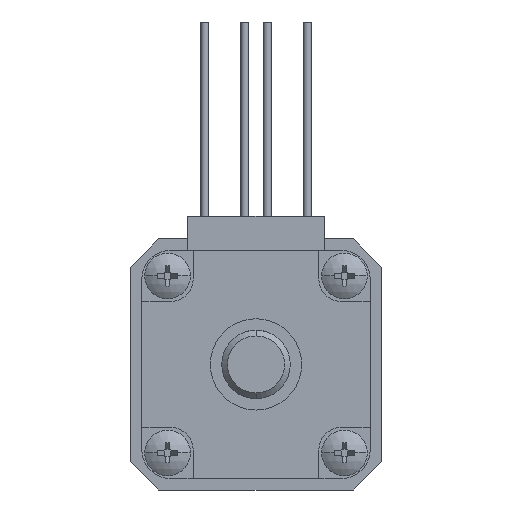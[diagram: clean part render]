
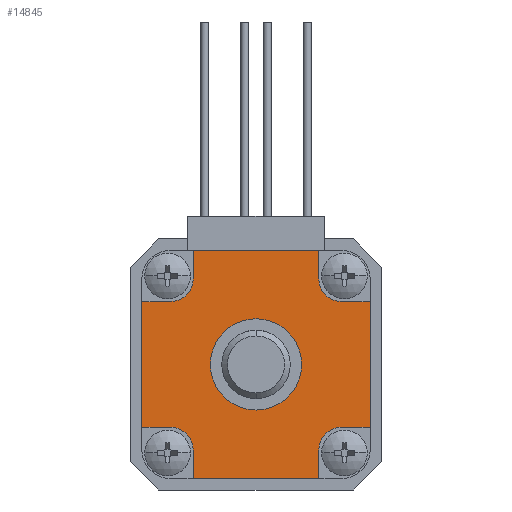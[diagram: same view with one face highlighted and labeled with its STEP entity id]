
A CAD part, front view. The second image highlights one B-rep face of the part: STEP entity #14845.
In plain terms, the highlighted planar face has unit normal (0, -1, 0).
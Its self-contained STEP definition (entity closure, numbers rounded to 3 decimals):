
#155 = LINE ( 'NONE', #276, #3560 ) ;
#169 = LINE ( 'NONE', #18277, #14922 ) ;
#276 = CARTESIAN_POINT ( 'NONE',  ( -10., 0., 7.5 ) ) ;
#342 = CARTESIAN_POINT ( 'NONE',  ( -10., 0., -5.5 ) ) ;
#355 = DIRECTION ( 'NONE',  ( 1., 0., 0. ) ) ;
#370 = VERTEX_POINT ( 'NONE', #3302 ) ;
#489 = VERTEX_POINT ( 'NONE', #3652 ) ;
#699 = VERTEX_POINT ( 'NONE', #9468 ) ;
#748 = DIRECTION ( 'NONE',  ( 0., 0., -1. ) ) ;
#962 = EDGE_CURVE ( 'NONE', #8904, #3303, #21163, .T. ) ;
#1058 = CARTESIAN_POINT ( 'NONE',  ( 0., 0., 0. ) ) ;
#1257 = AXIS2_PLACEMENT_3D ( 'NONE', #17143, #10325, #8565 ) ;
#1396 = CIRCLE ( 'NONE', #5131, 2. ) ;
#1402 = CARTESIAN_POINT ( 'NONE',  ( -10., 0., -5.5 ) ) ;
#1420 = ORIENTED_EDGE ( 'NONE', *, *, #12557, .T. ) ;
#1740 = CIRCLE ( 'NONE', #20310, 2. ) ;
#1899 = VECTOR ( 'NONE', #21538, 1000. ) ;
#2159 = EDGE_LOOP ( 'NONE', ( #8721, #9148 ) ) ;
#2613 = CARTESIAN_POINT ( 'NONE',  ( -7.5, 0., -10. ) ) ;
#2818 = ORIENTED_EDGE ( 'NONE', *, *, #12865, .T. ) ;
#2833 = EDGE_CURVE ( 'NONE', #3303, #3063, #20867, .T. ) ;
#3063 = VERTEX_POINT ( 'NONE', #22894 ) ;
#3302 = CARTESIAN_POINT ( 'NONE',  ( 10., 0., -5.5 ) ) ;
#3303 = VERTEX_POINT ( 'NONE', #5120 ) ;
#3330 = DIRECTION ( 'NONE',  ( 0., 0., -1. ) ) ;
#3475 = VECTOR ( 'NONE', #21567, 1000. ) ;
#3497 = VECTOR ( 'NONE', #14707, 1000. ) ;
#3560 = VECTOR ( 'NONE', #12484, 1000. ) ;
#3652 = CARTESIAN_POINT ( 'NONE',  ( 7.5, 0., 5.5 ) ) ;
#3741 = AXIS2_PLACEMENT_3D ( 'NONE', #21534, #21884, #13076 ) ;
#3858 = EDGE_CURVE ( 'NONE', #3063, #7696, #15879, .T. ) ;
#3935 = CARTESIAN_POINT ( 'NONE',  ( 7.5, 0., -5.5 ) ) ;
#4052 = DIRECTION ( 'NONE',  ( 0., 0., 1. ) ) ;
#4336 = CARTESIAN_POINT ( 'NONE',  ( 10., 0., 5.5 ) ) ;
#4439 = DIRECTION ( 'NONE',  ( 0., 0., 1. ) ) ;
#4691 = CARTESIAN_POINT ( 'NONE',  ( 5.5, 0., -10. ) ) ;
#4719 = VECTOR ( 'NONE', #748, 1000. ) ;
#4824 = EDGE_CURVE ( 'NONE', #12976, #12462, #20998, .T. ) ;
#5120 = CARTESIAN_POINT ( 'NONE',  ( -7.5, 0., -5.5 ) ) ;
#5131 = AXIS2_PLACEMENT_3D ( 'NONE', #6900, #13988, #12253 ) ;
#5354 = CIRCLE ( 'NONE', #1257, 2. ) ;
#5359 = AXIS2_PLACEMENT_3D ( 'NONE', #6017, #20303, #4052 ) ;
#5364 = CARTESIAN_POINT ( 'NONE',  ( 0., 0., 4. ) ) ;
#5944 = DIRECTION ( 'NONE',  ( 0., 0., 1. ) ) ;
#5991 = LINE ( 'NONE', #2613, #10208 ) ;
#6017 = CARTESIAN_POINT ( 'NONE',  ( -7.5, 0., 7.5 ) ) ;
#6139 = ORIENTED_EDGE ( 'NONE', *, *, #18744, .F. ) ;
#6384 = VERTEX_POINT ( 'NONE', #13587 ) ;
#6900 = CARTESIAN_POINT ( 'NONE',  ( -7.5, 0., 7.5 ) ) ;
#7103 = CARTESIAN_POINT ( 'NONE',  ( -7.5, 0., 10. ) ) ;
#7211 = EDGE_CURVE ( 'NONE', #9177, #7696, #5991, .T. ) ;
#7546 = DIRECTION ( 'NONE',  ( 0., 0., 1. ) ) ;
#7653 = FACE_OUTER_BOUND ( 'NONE', #17744, .T. ) ;
#7696 = VERTEX_POINT ( 'NONE', #7934 ) ;
#7712 = LINE ( 'NONE', #4336, #22813 ) ;
#7873 = EDGE_CURVE ( 'NONE', #9338, #17869, #14537, .T. ) ;
#7913 = DIRECTION ( 'NONE',  ( 0., 1., 0. ) ) ;
#7934 = CARTESIAN_POINT ( 'NONE',  ( -5.5, 0., -10. ) ) ;
#7983 = VECTOR ( 'NONE', #16363, 1000. ) ;
#8222 = AXIS2_PLACEMENT_3D ( 'NONE', #9298, #16367, #7546 ) ;
#8380 = VECTOR ( 'NONE', #5944, 1000. ) ;
#8565 = DIRECTION ( 'NONE',  ( 0., 0., 1. ) ) ;
#8708 = EDGE_CURVE ( 'NONE', #8904, #6384, #155, .T. ) ;
#8721 = ORIENTED_EDGE ( 'NONE', *, *, #4824, .T. ) ;
#8840 = VERTEX_POINT ( 'NONE', #14070 ) ;
#8904 = VERTEX_POINT ( 'NONE', #1402 ) ;
#8956 = DIRECTION ( 'NONE',  ( 1., 0., 0. ) ) ;
#9148 = ORIENTED_EDGE ( 'NONE', *, *, #9841, .T. ) ;
#9177 = VERTEX_POINT ( 'NONE', #4691 ) ;
#9298 = CARTESIAN_POINT ( 'NONE',  ( 0., 0., 0. ) ) ;
#9338 = VERTEX_POINT ( 'NONE', #21954 ) ;
#9468 = CARTESIAN_POINT ( 'NONE',  ( -5.5, 0., 7.5 ) ) ;
#9789 = ORIENTED_EDGE ( 'NONE', *, *, #19441, .T. ) ;
#9841 = EDGE_CURVE ( 'NONE', #12462, #12976, #22653, .T. ) ;
#9855 = LINE ( 'NONE', #14648, #20173 ) ;
#10208 = VECTOR ( 'NONE', #22319, 1000. ) ;
#10325 = DIRECTION ( 'NONE',  ( 0., 1., 0. ) ) ;
#10569 = EDGE_CURVE ( 'NONE', #9177, #17524, #169, .T. ) ;
#10677 = DIRECTION ( 'NONE',  ( 0., 1., 0. ) ) ;
#10732 = ORIENTED_EDGE ( 'NONE', *, *, #19056, .T. ) ;
#10900 = CARTESIAN_POINT ( 'NONE',  ( 5.5, 0., 7.5 ) ) ;
#10939 = LINE ( 'NONE', #18236, #8380 ) ;
#11029 = ORIENTED_EDGE ( 'NONE', *, *, #21879, .T. ) ;
#11219 = CARTESIAN_POINT ( 'NONE',  ( 10., 0., 7.5 ) ) ;
#11745 = AXIS2_PLACEMENT_3D ( 'NONE', #1058, #7913, #4439 ) ;
#12253 = DIRECTION ( 'NONE',  ( 0., 0., 1. ) ) ;
#12462 = VERTEX_POINT ( 'NONE', #5364 ) ;
#12484 = DIRECTION ( 'NONE',  ( 0., 0., 1. ) ) ;
#12557 = EDGE_CURVE ( 'NONE', #489, #13636, #1740, .T. ) ;
#12686 = ORIENTED_EDGE ( 'NONE', *, *, #7873, .F. ) ;
#12803 = ORIENTED_EDGE ( 'NONE', *, *, #16130, .T. ) ;
#12865 = EDGE_CURVE ( 'NONE', #21992, #489, #7712, .T. ) ;
#12976 = VERTEX_POINT ( 'NONE', #18827 ) ;
#13039 = ORIENTED_EDGE ( 'NONE', *, *, #15306, .T. ) ;
#13076 = DIRECTION ( 'NONE',  ( 0., 0., -1. ) ) ;
#13191 = LINE ( 'NONE', #14585, #3497 ) ;
#13587 = CARTESIAN_POINT ( 'NONE',  ( -10., 0., 5.5 ) ) ;
#13636 = VERTEX_POINT ( 'NONE', #10900 ) ;
#13970 = ORIENTED_EDGE ( 'NONE', *, *, #3858, .T. ) ;
#13988 = DIRECTION ( 'NONE',  ( 0., 1., 0. ) ) ;
#14070 = CARTESIAN_POINT ( 'NONE',  ( -7.5, 0., 5.5 ) ) ;
#14537 = LINE ( 'NONE', #7103, #15766 ) ;
#14585 = CARTESIAN_POINT ( 'NONE',  ( -5.5, 0., 7.5 ) ) ;
#14648 = CARTESIAN_POINT ( 'NONE',  ( 10., 0., -5.5 ) ) ;
#14707 = DIRECTION ( 'NONE',  ( 0., 0., -1. ) ) ;
#14845 = ADVANCED_FACE ( 'NONE', ( #14855, #7653 ), #21906, .F. ) ;
#14855 = FACE_BOUND ( 'NONE', #2159, .T. ) ;
#14922 = VECTOR ( 'NONE', #19924, 1000. ) ;
#15306 = EDGE_CURVE ( 'NONE', #9338, #699, #13191, .T. ) ;
#15766 = VECTOR ( 'NONE', #8956, 1000. ) ;
#15879 = LINE ( 'NONE', #15984, #1899 ) ;
#15957 = ORIENTED_EDGE ( 'NONE', *, *, #7211, .F. ) ;
#15984 = CARTESIAN_POINT ( 'NONE',  ( -5.5, 0., -7.5 ) ) ;
#16011 = ORIENTED_EDGE ( 'NONE', *, *, #2833, .T. ) ;
#16130 = EDGE_CURVE ( 'NONE', #13636, #17869, #10939, .T. ) ;
#16363 = DIRECTION ( 'NONE',  ( 1., 0., 0. ) ) ;
#16367 = DIRECTION ( 'NONE',  ( 0., 1., 0. ) ) ;
#16625 = ORIENTED_EDGE ( 'NONE', *, *, #8708, .F. ) ;
#16666 = LINE ( 'NONE', #11219, #4719 ) ;
#17143 = CARTESIAN_POINT ( 'NONE',  ( 7.5, 0., -7.5 ) ) ;
#17474 = CARTESIAN_POINT ( 'NONE',  ( 5.5, 0., -7.5 ) ) ;
#17524 = VERTEX_POINT ( 'NONE', #17474 ) ;
#17744 = EDGE_LOOP ( 'NONE', ( #13039, #10732, #11029, #16625, #18749, #16011, #13970, #15957, #21615, #20696, #9789, #6139, #2818, #1420, #12803, #12686 ) ) ;
#17859 = LINE ( 'NONE', #18209, #3475 ) ;
#17869 = VERTEX_POINT ( 'NONE', #19859 ) ;
#18209 = CARTESIAN_POINT ( 'NONE',  ( -10., 0., 5.5 ) ) ;
#18236 = CARTESIAN_POINT ( 'NONE',  ( 5.5, 0., 7.5 ) ) ;
#18277 = CARTESIAN_POINT ( 'NONE',  ( 5.5, 0., -7.5 ) ) ;
#18744 = EDGE_CURVE ( 'NONE', #21992, #370, #16666, .T. ) ;
#18749 = ORIENTED_EDGE ( 'NONE', *, *, #962, .T. ) ;
#18827 = CARTESIAN_POINT ( 'NONE',  ( 0., 0., -4. ) ) ;
#19056 = EDGE_CURVE ( 'NONE', #699, #8840, #1396, .T. ) ;
#19441 = EDGE_CURVE ( 'NONE', #21844, #370, #9855, .T. ) ;
#19859 = CARTESIAN_POINT ( 'NONE',  ( 5.5, 0., 10. ) ) ;
#19924 = DIRECTION ( 'NONE',  ( 0., 0., 1. ) ) ;
#20120 = DIRECTION ( 'NONE',  ( -1., 0., 0. ) ) ;
#20173 = VECTOR ( 'NONE', #355, 1000. ) ;
#20303 = DIRECTION ( 'NONE',  ( 0., 1., 0. ) ) ;
#20310 = AXIS2_PLACEMENT_3D ( 'NONE', #21214, #10677, #3330 ) ;
#20696 = ORIENTED_EDGE ( 'NONE', *, *, #22166, .T. ) ;
#20867 = CIRCLE ( 'NONE', #3741, 2. ) ;
#20998 = CIRCLE ( 'NONE', #11745, 4. ) ;
#21163 = LINE ( 'NONE', #342, #7983 ) ;
#21214 = CARTESIAN_POINT ( 'NONE',  ( 7.5, 0., 7.5 ) ) ;
#21534 = CARTESIAN_POINT ( 'NONE',  ( -7.5, 0., -7.5 ) ) ;
#21538 = DIRECTION ( 'NONE',  ( 0., 0., -1. ) ) ;
#21567 = DIRECTION ( 'NONE',  ( -1., 0., 0. ) ) ;
#21615 = ORIENTED_EDGE ( 'NONE', *, *, #10569, .T. ) ;
#21844 = VERTEX_POINT ( 'NONE', #3935 ) ;
#21879 = EDGE_CURVE ( 'NONE', #8840, #6384, #17859, .T. ) ;
#21884 = DIRECTION ( 'NONE',  ( 0., 1., 0. ) ) ;
#21906 = PLANE ( 'NONE',  #5359 ) ;
#21914 = CARTESIAN_POINT ( 'NONE',  ( 10., 0., 5.5 ) ) ;
#21954 = CARTESIAN_POINT ( 'NONE',  ( -5.5, 0., 10. ) ) ;
#21992 = VERTEX_POINT ( 'NONE', #21914 ) ;
#22166 = EDGE_CURVE ( 'NONE', #17524, #21844, #5354, .T. ) ;
#22319 = DIRECTION ( 'NONE',  ( -1., 0., 0. ) ) ;
#22653 = CIRCLE ( 'NONE', #8222, 4. ) ;
#22813 = VECTOR ( 'NONE', #20120, 1000. ) ;
#22894 = CARTESIAN_POINT ( 'NONE',  ( -5.5, 0., -7.5 ) ) ;
